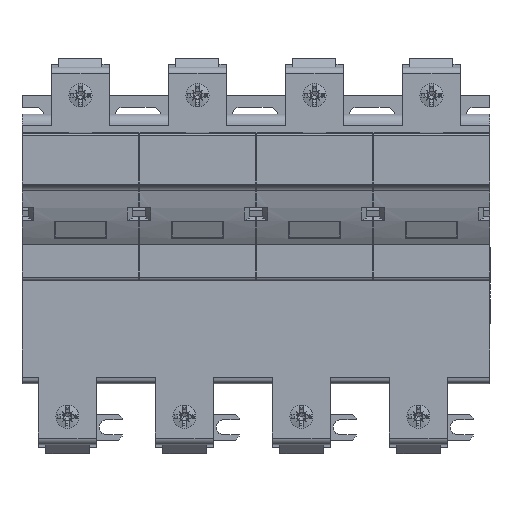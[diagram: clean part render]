
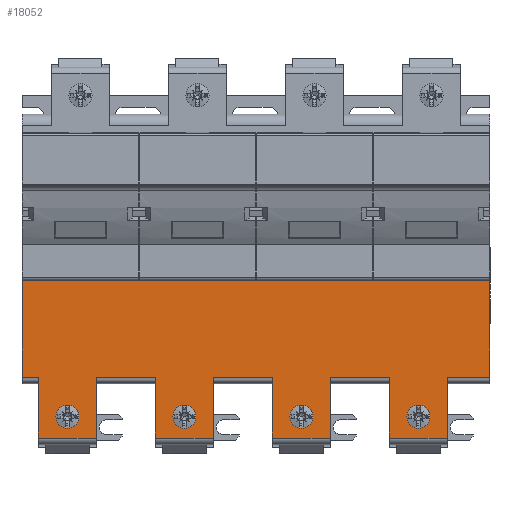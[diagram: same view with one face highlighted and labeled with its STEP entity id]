
A CAD part, front view. The second image highlights one B-rep face of the part: STEP entity #18052.
In plain terms, the highlighted planar face has unit normal (0, -1, 0).
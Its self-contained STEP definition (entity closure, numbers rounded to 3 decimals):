
#155=DIRECTION('',(0.,0.,1.));
#156=VECTOR('',#155,29.5);
#157=CARTESIAN_POINT('',(-142.4,-43.5,-69.7));
#158=LINE('',#157,#156);
#182=DIRECTION('',(0.,0.,-1.));
#183=VECTOR('',#182,18.5);
#184=CARTESIAN_POINT('',(-137.4,-43.5,-69.7));
#185=LINE('',#184,#183);
#191=DIRECTION('',(1.,0.,0.));
#192=VECTOR('',#191,13.);
#193=CARTESIAN_POINT('',(-13.,-43.5,-69.7));
#194=LINE('',#193,#192);
#195=DIRECTION('',(-1.,0.,0.));
#196=VECTOR('',#195,17.6);
#197=CARTESIAN_POINT('',(-13.,-43.5,-88.2));
#198=LINE('',#197,#196);
#199=DIRECTION('',(-1.,0.,0.));
#200=VECTOR('',#199,17.6);
#201=CARTESIAN_POINT('',(-48.6,-43.5,-88.2));
#202=LINE('',#201,#200);
#203=DIRECTION('',(-1.,0.,0.));
#204=VECTOR('',#203,17.6);
#205=CARTESIAN_POINT('',(-84.2,-43.5,-88.2));
#206=LINE('',#205,#204);
#207=DIRECTION('',(-1.,0.,0.));
#208=VECTOR('',#207,17.6);
#209=CARTESIAN_POINT('',(-119.8,-43.5,-88.2));
#210=LINE('',#209,#208);
#211=DIRECTION('',(1.,0.,0.));
#212=VECTOR('',#211,5.);
#213=CARTESIAN_POINT('',(-142.4,-43.5,-69.7));
#214=LINE('',#213,#212);
#215=CARTESIAN_POINT('',(-57.4,-43.5,-81.7));
#216=DIRECTION('',(0.,-1.,0.));
#217=DIRECTION('',(0.,0.,1.));
#218=AXIS2_PLACEMENT_3D('',#215,#216,#217);
#220=CARTESIAN_POINT('',(-57.4,-43.5,-81.7));
#221=DIRECTION('',(0.,-1.,0.));
#222=DIRECTION('',(0.,0.,-1.));
#223=AXIS2_PLACEMENT_3D('',#220,#221,#222);
#225=CARTESIAN_POINT('',(-21.8,-43.5,-81.7));
#226=DIRECTION('',(0.,-1.,0.));
#227=DIRECTION('',(0.,0.,1.));
#228=AXIS2_PLACEMENT_3D('',#225,#226,#227);
#230=CARTESIAN_POINT('',(-21.8,-43.5,-81.7));
#231=DIRECTION('',(0.,-1.,0.));
#232=DIRECTION('',(0.,0.,-1.));
#233=AXIS2_PLACEMENT_3D('',#230,#231,#232);
#235=CARTESIAN_POINT('',(-93.,-43.5,-81.7));
#236=DIRECTION('',(0.,-1.,0.));
#237=DIRECTION('',(0.,0.,1.));
#238=AXIS2_PLACEMENT_3D('',#235,#236,#237);
#240=CARTESIAN_POINT('',(-93.,-43.5,-81.7));
#241=DIRECTION('',(0.,-1.,0.));
#242=DIRECTION('',(0.,0.,-1.));
#243=AXIS2_PLACEMENT_3D('',#240,#241,#242);
#245=CARTESIAN_POINT('',(-128.6,-43.5,-81.7));
#246=DIRECTION('',(0.,-1.,0.));
#247=DIRECTION('',(0.,0.,1.));
#248=AXIS2_PLACEMENT_3D('',#245,#246,#247);
#250=CARTESIAN_POINT('',(-128.6,-43.5,-81.7));
#251=DIRECTION('',(0.,-1.,0.));
#252=DIRECTION('',(0.,0.,-1.));
#253=AXIS2_PLACEMENT_3D('',#250,#251,#252);
#259=DIRECTION('',(-1.,0.,0.));
#260=VECTOR('',#259,142.4);
#261=CARTESIAN_POINT('',(0.,-43.5,-40.2));
#262=LINE('',#261,#260);
#2567=DIRECTION('',(0.,0.,1.));
#2568=VECTOR('',#2567,18.5);
#2569=CARTESIAN_POINT('',(-84.2,-43.5,-88.2));
#2570=LINE('',#2569,#2568);
#2847=DIRECTION('',(0.,0.,-1.));
#2848=VECTOR('',#2847,18.5);
#2849=CARTESIAN_POINT('',(-101.8,-43.5,-69.7));
#2850=LINE('',#2849,#2848);
#2864=DIRECTION('',(1.,0.,0.));
#2865=VECTOR('',#2864,18.);
#2866=CARTESIAN_POINT('',(-119.8,-43.5,-69.7));
#2867=LINE('',#2866,#2865);
#2911=DIRECTION('',(0.,0.,1.));
#2912=VECTOR('',#2911,18.5);
#2913=CARTESIAN_POINT('',(-119.8,-43.5,-88.2));
#2914=LINE('',#2913,#2912);
#3233=DIRECTION('',(1.,0.,0.));
#3234=VECTOR('',#3233,18.);
#3235=CARTESIAN_POINT('',(-84.2,-43.5,-69.7));
#3236=LINE('',#3235,#3234);
#3258=DIRECTION('',(0.,0.,-1.));
#3259=VECTOR('',#3258,18.5);
#3260=CARTESIAN_POINT('',(-66.2,-43.5,-69.7));
#3261=LINE('',#3260,#3259);
#3296=DIRECTION('',(0.,0.,1.));
#3297=VECTOR('',#3296,18.5);
#3298=CARTESIAN_POINT('',(-48.6,-43.5,-88.2));
#3299=LINE('',#3298,#3297);
#3308=DIRECTION('',(1.,0.,0.));
#3309=VECTOR('',#3308,18.);
#3310=CARTESIAN_POINT('',(-48.6,-43.5,-69.7));
#3311=LINE('',#3310,#3309);
#3326=DIRECTION('',(0.,0.,-1.));
#3327=VECTOR('',#3326,18.5);
#3328=CARTESIAN_POINT('',(-30.6,-43.5,-69.7));
#3329=LINE('',#3328,#3327);
#3364=DIRECTION('',(0.,0.,1.));
#3365=VECTOR('',#3364,18.5);
#3366=CARTESIAN_POINT('',(-13.,-43.5,-88.2));
#3367=LINE('',#3366,#3365);
#3389=DIRECTION('',(0.,0.,1.));
#3390=VECTOR('',#3389,29.5);
#3391=CARTESIAN_POINT('',(0.,-43.5,-69.7));
#3392=LINE('',#3391,#3390);
#14257=CARTESIAN_POINT('',(-142.4,-43.5,-40.2));
#14259=VERTEX_POINT('',#14257);
#14261=CARTESIAN_POINT('',(-128.6,-43.5,-78.2));
#14262=CARTESIAN_POINT('',(-128.6,-43.5,-85.2));
#14263=VERTEX_POINT('',#14261);
#14264=VERTEX_POINT('',#14262);
#14590=CARTESIAN_POINT('',(-137.4,-43.5,-88.2));
#14592=VERTEX_POINT('',#14590);
#14593=CARTESIAN_POINT('',(-119.8,-43.5,-88.2));
#14594=VERTEX_POINT('',#14593);
#14601=CARTESIAN_POINT('',(-142.4,-43.5,-69.7));
#14602=VERTEX_POINT('',#14601);
#14603=CARTESIAN_POINT('',(-137.4,-43.5,-69.7));
#14604=VERTEX_POINT('',#14603);
#14606=CARTESIAN_POINT('',(-119.8,-43.5,-69.7));
#14608=VERTEX_POINT('',#14606);
#15169=CARTESIAN_POINT('',(-57.4,-43.5,-78.2));
#15170=CARTESIAN_POINT('',(-57.4,-43.5,-85.2));
#15171=VERTEX_POINT('',#15169);
#15172=VERTEX_POINT('',#15170);
#15426=CARTESIAN_POINT('',(-66.2,-43.5,-88.2));
#15428=VERTEX_POINT('',#15426);
#15429=CARTESIAN_POINT('',(-48.6,-43.5,-88.2));
#15430=VERTEX_POINT('',#15429);
#15435=CARTESIAN_POINT('',(-66.2,-43.5,-69.7));
#15436=VERTEX_POINT('',#15435);
#15438=CARTESIAN_POINT('',(-48.6,-43.5,-69.7));
#15440=VERTEX_POINT('',#15438);
#16013=CARTESIAN_POINT('',(0.,-43.5,-40.2));
#16015=VERTEX_POINT('',#16013);
#16017=CARTESIAN_POINT('',(-21.8,-43.5,-78.2));
#16018=CARTESIAN_POINT('',(-21.8,-43.5,-85.2));
#16019=VERTEX_POINT('',#16017);
#16020=VERTEX_POINT('',#16018);
#16346=CARTESIAN_POINT('',(-30.6,-43.5,-88.2));
#16348=VERTEX_POINT('',#16346);
#16349=CARTESIAN_POINT('',(-13.,-43.5,-88.2));
#16350=VERTEX_POINT('',#16349);
#16353=CARTESIAN_POINT('',(0.,-43.5,-69.7));
#16355=VERTEX_POINT('',#16353);
#16359=CARTESIAN_POINT('',(-13.,-43.5,-69.7));
#16360=VERTEX_POINT('',#16359);
#16363=CARTESIAN_POINT('',(-30.6,-43.5,-69.7));
#16364=VERTEX_POINT('',#16363);
#16933=CARTESIAN_POINT('',(-93.,-43.5,-78.2));
#16934=CARTESIAN_POINT('',(-93.,-43.5,-85.2));
#16935=VERTEX_POINT('',#16933);
#16936=VERTEX_POINT('',#16934);
#17190=CARTESIAN_POINT('',(-101.8,-43.5,-88.2));
#17192=VERTEX_POINT('',#17190);
#17193=CARTESIAN_POINT('',(-84.2,-43.5,-88.2));
#17194=VERTEX_POINT('',#17193);
#17199=CARTESIAN_POINT('',(-101.8,-43.5,-69.7));
#17200=VERTEX_POINT('',#17199);
#17202=CARTESIAN_POINT('',(-84.2,-43.5,-69.7));
#17204=VERTEX_POINT('',#17202);
#17984=CARTESIAN_POINT('',(-106.8,-43.5,-40.2));
#17985=DIRECTION('',(0.,-1.,0.));
#17986=DIRECTION('',(0.,0.,-1.));
#17987=AXIS2_PLACEMENT_3D('',#17984,#17985,#17986);
#17988=PLANE('',#17987);
#17990=ORIENTED_EDGE('',*,*,#17989,.F.);
#17992=ORIENTED_EDGE('',*,*,#17991,.F.);
#17994=ORIENTED_EDGE('',*,*,#17993,.F.);
#17996=ORIENTED_EDGE('',*,*,#17995,.F.);
#17998=ORIENTED_EDGE('',*,*,#17997,.T.);
#18000=ORIENTED_EDGE('',*,*,#17999,.F.);
#18002=ORIENTED_EDGE('',*,*,#18001,.F.);
#18004=ORIENTED_EDGE('',*,*,#18003,.F.);
#18006=ORIENTED_EDGE('',*,*,#18005,.T.);
#18008=ORIENTED_EDGE('',*,*,#18007,.F.);
#18010=ORIENTED_EDGE('',*,*,#18009,.F.);
#18012=ORIENTED_EDGE('',*,*,#18011,.F.);
#18014=ORIENTED_EDGE('',*,*,#18013,.T.);
#18016=ORIENTED_EDGE('',*,*,#18015,.F.);
#18018=ORIENTED_EDGE('',*,*,#18017,.F.);
#18020=ORIENTED_EDGE('',*,*,#18019,.F.);
#18022=ORIENTED_EDGE('',*,*,#18021,.T.);
#18023=ORIENTED_EDGE('',*,*,#17969,.F.);
#18024=ORIENTED_EDGE('',*,*,#17941,.F.);
#18025=ORIENTED_EDGE('',*,*,#17922,.T.);
#18026=EDGE_LOOP('',(#17990,#17992,#17994,#17996,#17998,#18000,#18002,#18004,
#18006,#18008,#18010,#18012,#18014,#18016,#18018,#18020,#18022,#18023,#18024,
#18025));
#18027=FACE_OUTER_BOUND('',#18026,.F.);
#18029=ORIENTED_EDGE('',*,*,#18028,.T.);
#18031=ORIENTED_EDGE('',*,*,#18030,.T.);
#18032=EDGE_LOOP('',(#18029,#18031));
#18033=FACE_BOUND('',#18032,.F.);
#18035=ORIENTED_EDGE('',*,*,#18034,.T.);
#18037=ORIENTED_EDGE('',*,*,#18036,.T.);
#18038=EDGE_LOOP('',(#18035,#18037));
#18039=FACE_BOUND('',#18038,.F.);
#18041=ORIENTED_EDGE('',*,*,#18040,.T.);
#18043=ORIENTED_EDGE('',*,*,#18042,.T.);
#18044=EDGE_LOOP('',(#18041,#18043));
#18045=FACE_BOUND('',#18044,.F.);
#18047=ORIENTED_EDGE('',*,*,#18046,.T.);
#18049=ORIENTED_EDGE('',*,*,#18048,.T.);
#18050=EDGE_LOOP('',(#18047,#18049));
#18051=FACE_BOUND('',#18050,.F.);
#18052=ADVANCED_FACE('',(#18027,#18033,#18039,#18045,#18051),#17988,.T.);
#219=CIRCLE('',#218,3.5);
#224=CIRCLE('',#223,3.5);
#229=CIRCLE('',#228,3.5);
#234=CIRCLE('',#233,3.5);
#239=CIRCLE('',#238,3.5);
#244=CIRCLE('',#243,3.5);
#249=CIRCLE('',#248,3.5);
#254=CIRCLE('',#253,3.5);
#17922=EDGE_CURVE('',#14602,#14259,#158,.T.);
#17941=EDGE_CURVE('',#14602,#14604,#214,.T.);
#17969=EDGE_CURVE('',#14604,#14592,#185,.T.);
#17989=EDGE_CURVE('',#16015,#14259,#262,.T.);
#17991=EDGE_CURVE('',#16355,#16015,#3392,.T.);
#17993=EDGE_CURVE('',#16360,#16355,#194,.T.);
#17995=EDGE_CURVE('',#16350,#16360,#3367,.T.);
#17997=EDGE_CURVE('',#16350,#16348,#198,.T.);
#17999=EDGE_CURVE('',#16364,#16348,#3329,.T.);
#18001=EDGE_CURVE('',#15440,#16364,#3311,.T.);
#18003=EDGE_CURVE('',#15430,#15440,#3299,.T.);
#18005=EDGE_CURVE('',#15430,#15428,#202,.T.);
#18007=EDGE_CURVE('',#15436,#15428,#3261,.T.);
#18009=EDGE_CURVE('',#17204,#15436,#3236,.T.);
#18011=EDGE_CURVE('',#17194,#17204,#2570,.T.);
#18013=EDGE_CURVE('',#17194,#17192,#206,.T.);
#18015=EDGE_CURVE('',#17200,#17192,#2850,.T.);
#18017=EDGE_CURVE('',#14608,#17200,#2867,.T.);
#18019=EDGE_CURVE('',#14594,#14608,#2914,.T.);
#18021=EDGE_CURVE('',#14594,#14592,#210,.T.);
#18028=EDGE_CURVE('',#15171,#15172,#219,.T.);
#18030=EDGE_CURVE('',#15172,#15171,#224,.T.);
#18034=EDGE_CURVE('',#16019,#16020,#229,.T.);
#18036=EDGE_CURVE('',#16020,#16019,#234,.T.);
#18040=EDGE_CURVE('',#16935,#16936,#239,.T.);
#18042=EDGE_CURVE('',#16936,#16935,#244,.T.);
#18046=EDGE_CURVE('',#14263,#14264,#249,.T.);
#18048=EDGE_CURVE('',#14264,#14263,#254,.T.);
